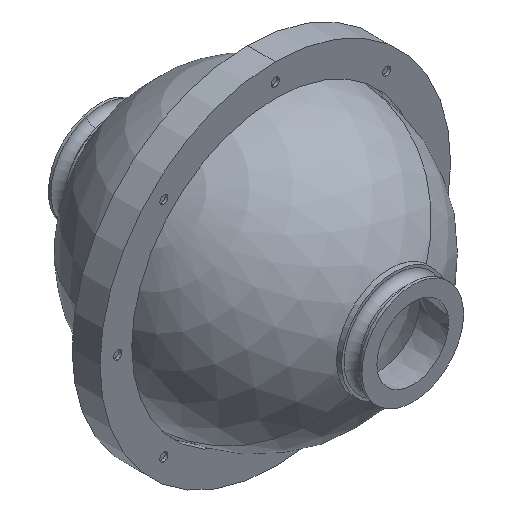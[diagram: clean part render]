
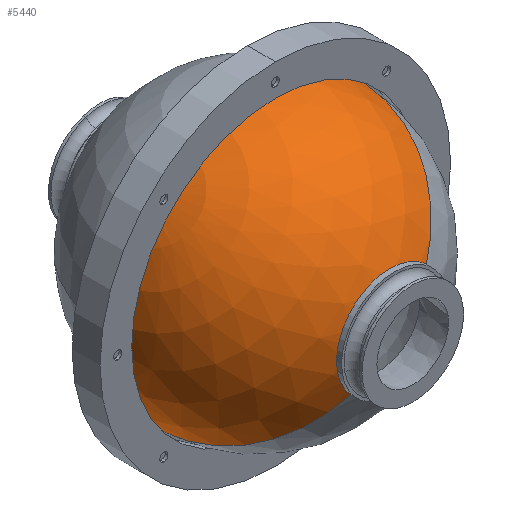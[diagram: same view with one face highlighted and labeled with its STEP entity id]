
A CAD part, isometric view. The second image highlights one B-rep face of the part: STEP entity #5440.
In plain terms, the highlighted spherical face has radius 28 mm.
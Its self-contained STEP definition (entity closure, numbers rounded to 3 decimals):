
#136 = EDGE_CURVE ( 'NONE', #1380, #5719, #6012, .T. ) ;
#667 = DIRECTION ( 'NONE',  ( 0.707, 0., -0.707 ) ) ;
#694 = VERTEX_POINT ( 'NONE', #4148 ) ;
#698 = DIRECTION ( 'NONE',  ( 0.707, 0., -0.707 ) ) ;
#704 = DIRECTION ( 'NONE',  ( 0.707, 0., 0.707 ) ) ;
#1380 = VERTEX_POINT ( 'NONE', #3435 ) ;
#1485 = CARTESIAN_POINT ( 'NONE',  ( 1.413, -44.464, -7.071 ) ) ;
#1643 = AXIS2_PLACEMENT_3D ( 'NONE', #2687, #698, #5110 ) ;
#1719 = FACE_OUTER_BOUND ( 'NONE', #3733, .T. ) ;
#1833 = CARTESIAN_POINT ( 'NONE',  ( -11.287, -19.811, -19.771 ) ) ;
#2301 = EDGE_CURVE ( 'NONE', #5719, #2799, #3103, .T. ) ;
#2371 = ORIENTED_EDGE ( 'NONE', *, *, #4375, .T. ) ;
#2550 = CARTESIAN_POINT ( 'NONE',  ( 8.484, -44.464, 0. ) ) ;
#2687 = CARTESIAN_POINT ( 'NONE',  ( 8.484, -18.311, 0. ) ) ;
#2799 = VERTEX_POINT ( 'NONE', #1833 ) ;
#2983 = ORIENTED_EDGE ( 'NONE', *, *, #2301, .F. ) ;
#3011 = DIRECTION ( 'NONE',  ( -0.707, 0., 0.707 ) ) ;
#3103 = CIRCLE ( 'NONE', #1643, 28. ) ;
#3181 = AXIS2_PLACEMENT_3D ( 'NONE', #2550, #5540, #3011 ) ;
#3182 = SPHERICAL_SURFACE ( 'NONE', #4537, 28. ) ;
#3435 = CARTESIAN_POINT ( 'NONE',  ( 15.555, -44.464, 7.071 ) ) ;
#3622 = CARTESIAN_POINT ( 'NONE',  ( 8.484, -18.311, 0. ) ) ;
#3733 = EDGE_LOOP ( 'NONE', ( #2983, #6061, #2371, #6111 ) ) ;
#4089 = CARTESIAN_POINT ( 'NONE',  ( 8.484, -19.811, 0. ) ) ;
#4120 = DIRECTION ( 'NONE',  ( 0., -1., 0. ) ) ;
#4148 = CARTESIAN_POINT ( 'NONE',  ( 28.255, -19.811, 19.771 ) ) ;
#4375 = EDGE_CURVE ( 'NONE', #1380, #694, #5183, .T. ) ;
#4537 = AXIS2_PLACEMENT_3D ( 'NONE', #5185, #667, #704 ) ;
#5078 = DIRECTION ( 'NONE',  ( -0.707, 0., 0.707 ) ) ;
#5110 = DIRECTION ( 'NONE',  ( -0.707, 0., -0.707 ) ) ;
#5183 = CIRCLE ( 'NONE', #6023, 28. ) ;
#5185 = CARTESIAN_POINT ( 'NONE',  ( 8.484, -18.311, 0. ) ) ;
#5440 = ADVANCED_FACE ( 'NONE', ( #1719 ), #3182, .T. ) ;
#5540 = DIRECTION ( 'NONE',  ( 0., -1., 0. ) ) ;
#5624 = DIRECTION ( 'NONE',  ( -0.707, 0., 0.707 ) ) ;
#5689 = DIRECTION ( 'NONE',  ( 0.707, 0., 0.707 ) ) ;
#5719 = VERTEX_POINT ( 'NONE', #1485 ) ;
#5839 = EDGE_CURVE ( 'NONE', #694, #2799, #5850, .T. ) ;
#5850 = CIRCLE ( 'NONE', #6367, 27.96 ) ;
#6012 = CIRCLE ( 'NONE', #3181, 10. ) ;
#6023 = AXIS2_PLACEMENT_3D ( 'NONE', #3622, #5624, #5689 ) ;
#6061 = ORIENTED_EDGE ( 'NONE', *, *, #136, .F. ) ;
#6111 = ORIENTED_EDGE ( 'NONE', *, *, #5839, .T. ) ;
#6367 = AXIS2_PLACEMENT_3D ( 'NONE', #4089, #4120, #5078 ) ;
